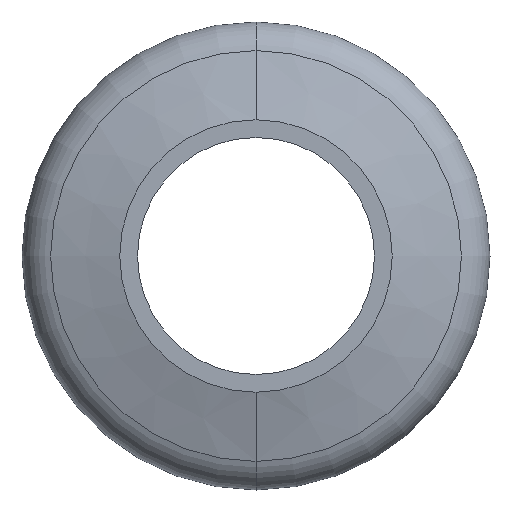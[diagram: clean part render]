
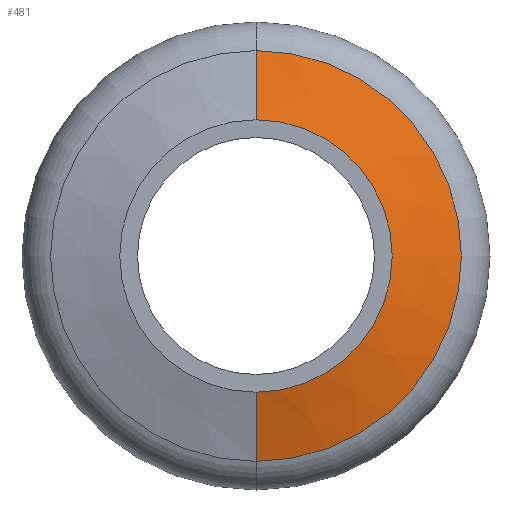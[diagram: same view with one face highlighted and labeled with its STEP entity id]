
A CAD part, front view. The second image highlights one B-rep face of the part: STEP entity #481.
In plain terms, the highlighted conical face has half-angle 73.709 degrees and reference radius 9.281 mm.
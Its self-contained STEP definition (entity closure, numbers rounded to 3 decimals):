
#17 = ORIENTED_EDGE ( 'NONE', *, *, #114, .F. ) ;
#18 = LINE ( 'NONE', #182, #351 ) ;
#28 = DIRECTION ( 'NONE',  ( 0., 0., 1. ) ) ;
#38 = CIRCLE ( 'NONE', #343, 9.281 ) ;
#45 = DIRECTION ( 'NONE',  ( 0., -1., 0. ) ) ;
#65 = CARTESIAN_POINT ( 'NONE',  ( -5.356, -11.331, -6.156 ) ) ;
#75 = FACE_OUTER_BOUND ( 'NONE', #131, .T. ) ;
#106 = DIRECTION ( 'NONE',  ( 0., 0.281, -0.96 ) ) ;
#114 = EDGE_CURVE ( 'NONE', #437, #504, #168, .T. ) ;
#131 = EDGE_LOOP ( 'NONE', ( #17, #480, #273, #373 ) ) ;
#153 = CARTESIAN_POINT ( 'NONE',  ( -5.356, -11.331, 6.156 ) ) ;
#166 = CARTESIAN_POINT ( 'NONE',  ( -5.356, -10.417, 0. ) ) ;
#168 = CIRCLE ( 'NONE', #394, 6.156 ) ;
#182 = CARTESIAN_POINT ( 'NONE',  ( -5.356, -10.417, -9.281 ) ) ;
#194 = DIRECTION ( 'NONE',  ( 0., 0., 1. ) ) ;
#202 = DIRECTION ( 'NONE',  ( 0., -1., 0. ) ) ;
#210 = AXIS2_PLACEMENT_3D ( 'NONE', #402, #279, #194 ) ;
#211 = DIRECTION ( 'NONE',  ( 0., 0., -1. ) ) ;
#220 = LINE ( 'NONE', #372, #429 ) ;
#230 = VERTEX_POINT ( 'NONE', #536 ) ;
#273 = ORIENTED_EDGE ( 'NONE', *, *, #295, .T. ) ;
#279 = DIRECTION ( 'NONE',  ( 0., 1., 0. ) ) ;
#295 = EDGE_CURVE ( 'NONE', #440, #230, #38, .T. ) ;
#300 = DIRECTION ( 'NONE',  ( 0., 0.281, 0.96 ) ) ;
#309 = EDGE_CURVE ( 'NONE', #504, #230, #220, .T. ) ;
#324 = CONICAL_SURFACE ( 'NONE', #210, 9.281, 1.286 ) ;
#343 = AXIS2_PLACEMENT_3D ( 'NONE', #166, #45, #211 ) ;
#351 = VECTOR ( 'NONE', #106, 1000. ) ;
#372 = CARTESIAN_POINT ( 'NONE',  ( -5.356, -10.417, 9.281 ) ) ;
#373 = ORIENTED_EDGE ( 'NONE', *, *, #309, .F. ) ;
#384 = CARTESIAN_POINT ( 'NONE',  ( -5.356, -10.417, -9.281 ) ) ;
#394 = AXIS2_PLACEMENT_3D ( 'NONE', #490, #202, #28 ) ;
#402 = CARTESIAN_POINT ( 'NONE',  ( -5.356, -10.417, 0. ) ) ;
#429 = VECTOR ( 'NONE', #300, 1000. ) ;
#437 = VERTEX_POINT ( 'NONE', #65 ) ;
#440 = VERTEX_POINT ( 'NONE', #384 ) ;
#457 = EDGE_CURVE ( 'NONE', #437, #440, #18, .T. ) ;
#480 = ORIENTED_EDGE ( 'NONE', *, *, #457, .T. ) ;
#481 = ADVANCED_FACE ( 'NONE', ( #75 ), #324, .T. ) ;
#490 = CARTESIAN_POINT ( 'NONE',  ( -5.356, -11.331, 0. ) ) ;
#504 = VERTEX_POINT ( 'NONE', #153 ) ;
#536 = CARTESIAN_POINT ( 'NONE',  ( -5.356, -10.417, 9.281 ) ) ;
